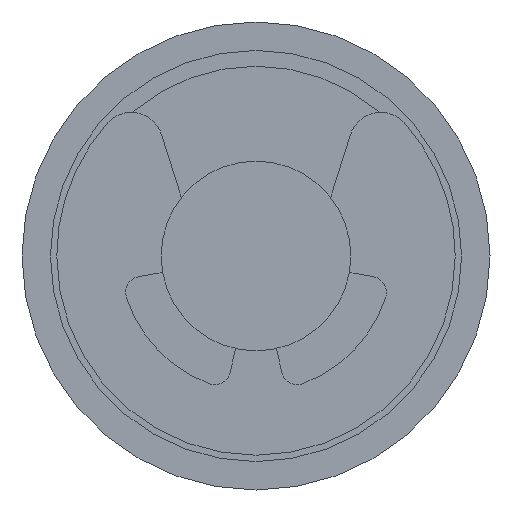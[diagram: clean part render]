
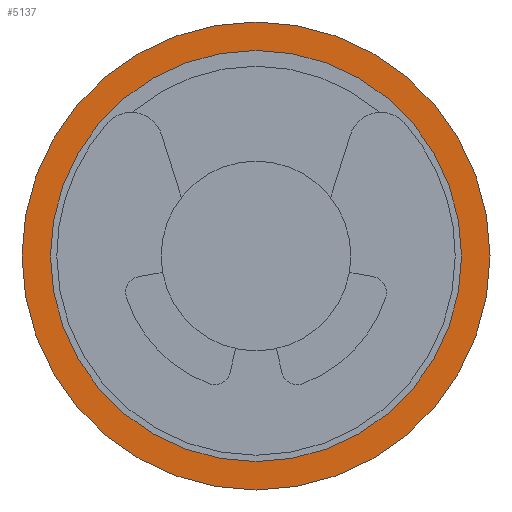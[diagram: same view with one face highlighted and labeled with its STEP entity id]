
A CAD part, front view. The second image highlights one B-rep face of the part: STEP entity #5137.
In plain terms, the highlighted planar face has unit normal (0, -1, 0).
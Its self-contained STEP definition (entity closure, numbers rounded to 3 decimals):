
#149 = ORIENTED_EDGE ( 'NONE', *, *, #4053, .F. ) ;
#193 = DIRECTION ( 'NONE',  ( 0., -1., 0. ) ) ;
#272 = EDGE_LOOP ( 'NONE', ( #7183, #149 ) ) ;
#682 = AXIS2_PLACEMENT_3D ( 'NONE', #3472, #2137, #6718 ) ;
#814 = CIRCLE ( 'NONE', #682, 3.7 ) ;
#999 = FACE_OUTER_BOUND ( 'NONE', #272, .T. ) ;
#1395 = ORIENTED_EDGE ( 'NONE', *, *, #4002, .F. ) ;
#1590 = DIRECTION ( 'NONE',  ( 0., 0., -1. ) ) ;
#2137 = DIRECTION ( 'NONE',  ( 0., 1., 0. ) ) ;
#2288 = DIRECTION ( 'NONE',  ( 0., 1., 0. ) ) ;
#2301 = CARTESIAN_POINT ( 'NONE',  ( 0., 11., 0. ) ) ;
#2505 = VERTEX_POINT ( 'NONE', #7900 ) ;
#2547 = CIRCLE ( 'NONE', #4792, 2.75 ) ;
#2818 = AXIS2_PLACEMENT_3D ( 'NONE', #3498, #7542, #8323 ) ;
#2954 = DIRECTION ( 'NONE',  ( 0., 0., 1. ) ) ;
#3112 = VERTEX_POINT ( 'NONE', #4895 ) ;
#3163 = EDGE_CURVE ( 'NONE', #3112, #3307, #5762, .T. ) ;
#3242 = CARTESIAN_POINT ( 'NONE',  ( 0., 11., 3.7 ) ) ;
#3307 = VERTEX_POINT ( 'NONE', #3242 ) ;
#3472 = CARTESIAN_POINT ( 'NONE',  ( 0., 11., 0. ) ) ;
#3498 = CARTESIAN_POINT ( 'NONE',  ( 0., 11., 0. ) ) ;
#3527 = CARTESIAN_POINT ( 'NONE',  ( 0., 11., 2.75 ) ) ;
#3817 = ORIENTED_EDGE ( 'NONE', *, *, #5361, .F. ) ;
#4002 = EDGE_CURVE ( 'NONE', #4149, #2505, #2547, .T. ) ;
#4053 = EDGE_CURVE ( 'NONE', #3307, #3112, #814, .T. ) ;
#4149 = VERTEX_POINT ( 'NONE', #3527 ) ;
#4792 = AXIS2_PLACEMENT_3D ( 'NONE', #7401, #193, #1590 ) ;
#4895 = CARTESIAN_POINT ( 'NONE',  ( 0., 11., -3.7 ) ) ;
#5137 = ADVANCED_FACE ( 'NONE', ( #999, #6642 ), #6223, .F. ) ;
#5361 = EDGE_CURVE ( 'NONE', #2505, #4149, #7573, .T. ) ;
#5532 = AXIS2_PLACEMENT_3D ( 'NONE', #2301, #6872, #2954 ) ;
#5762 = CIRCLE ( 'NONE', #5532, 3.7 ) ;
#6148 = AXIS2_PLACEMENT_3D ( 'NONE', #6886, #2288, #6855 ) ;
#6223 = PLANE ( 'NONE',  #6148 ) ;
#6642 = FACE_BOUND ( 'NONE', #7843, .T. ) ;
#6718 = DIRECTION ( 'NONE',  ( 0., 0., 1. ) ) ;
#6855 = DIRECTION ( 'NONE',  ( 0., 0., 1. ) ) ;
#6872 = DIRECTION ( 'NONE',  ( 0., 1., 0. ) ) ;
#6886 = CARTESIAN_POINT ( 'NONE',  ( 0., 11., 0. ) ) ;
#7183 = ORIENTED_EDGE ( 'NONE', *, *, #3163, .F. ) ;
#7401 = CARTESIAN_POINT ( 'NONE',  ( 0., 11., 0. ) ) ;
#7542 = DIRECTION ( 'NONE',  ( 0., -1., 0. ) ) ;
#7573 = CIRCLE ( 'NONE', #2818, 2.75 ) ;
#7843 = EDGE_LOOP ( 'NONE', ( #3817, #1395 ) ) ;
#7900 = CARTESIAN_POINT ( 'NONE',  ( 0., 11., -2.75 ) ) ;
#8323 = DIRECTION ( 'NONE',  ( 0., 0., -1. ) ) ;
